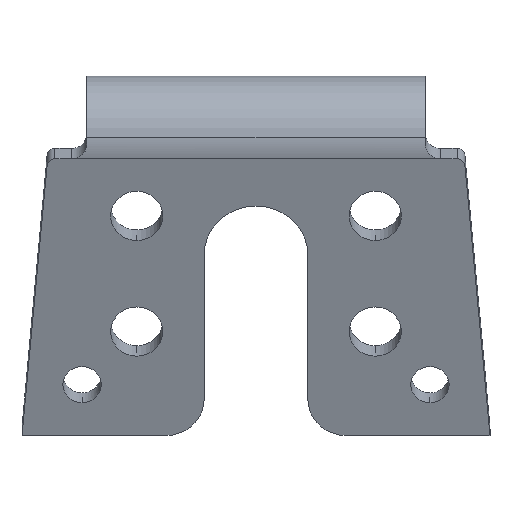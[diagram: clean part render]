
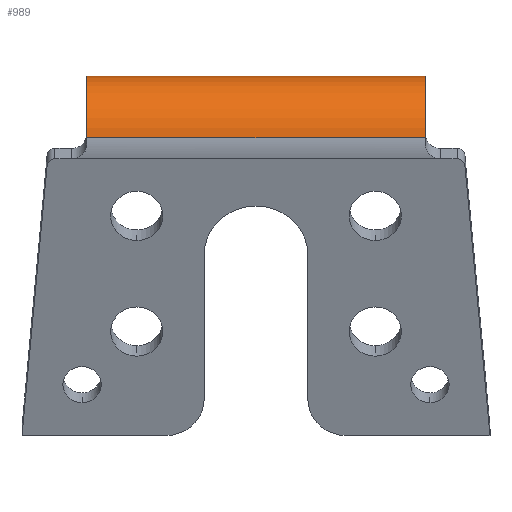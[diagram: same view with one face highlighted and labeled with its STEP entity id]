
A CAD part, top view. The second image highlights one B-rep face of the part: STEP entity #989.
In plain terms, the highlighted cylindrical face has radius 8 mm (diameter 16 mm), a partial arc.
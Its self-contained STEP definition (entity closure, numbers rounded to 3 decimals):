
#3 = DIRECTION ( 'NONE',  ( -1., 0., 0. ) ) ;
#26 = VERTEX_POINT ( 'NONE', #811 ) ;
#29 = DIRECTION ( 'NONE',  ( 0., 0., 1. ) ) ;
#47 = CARTESIAN_POINT ( 'NONE',  ( -22., 3.99, 6.755 ) ) ;
#50 = DIRECTION ( 'NONE',  ( 0., 0., -1. ) ) ;
#67 = ORIENTED_EDGE ( 'NONE', *, *, #373, .T. ) ;
#141 = CARTESIAN_POINT ( 'NONE',  ( 22., 3.968, 7. ) ) ;
#190 = EDGE_CURVE ( 'NONE', #26, #775, #1536, .T. ) ;
#230 = FACE_OUTER_BOUND ( 'NONE', #1048, .T. ) ;
#243 = VERTEX_POINT ( 'NONE', #2115 ) ;
#258 = DIRECTION ( 'NONE',  ( -1., 0., 0. ) ) ;
#312 = CARTESIAN_POINT ( 'NONE',  ( 22., 3.99, 6.755 ) ) ;
#337 = CARTESIAN_POINT ( 'NONE',  ( 30.5, 4., 6.287 ) ) ;
#345 = CARTESIAN_POINT ( 'NONE',  ( -21.869, 4., 6.287 ) ) ;
#373 = EDGE_CURVE ( 'NONE', #1918, #2123, #1740, .T. ) ;
#453 = DIRECTION ( 'NONE',  ( -1., 0., 0. ) ) ;
#502 = CIRCLE ( 'NONE', #1260, 8. ) ;
#552 = EDGE_CURVE ( 'NONE', #243, #1945, #2169, .T. ) ;
#559 = LINE ( 'NONE', #337, #1865 ) ;
#568 = ORIENTED_EDGE ( 'NONE', *, *, #1612, .T. ) ;
#570 = CARTESIAN_POINT ( 'NONE',  ( 30.5, -4., 6.287 ) ) ;
#599 = CIRCLE ( 'NONE', #899, 8. ) ;
#630 = CYLINDRICAL_SURFACE ( 'NONE', #847, 8. ) ;
#650 = ORIENTED_EDGE ( 'NONE', *, *, #552, .F. ) ;
#736 = DIRECTION ( 'NONE',  ( 0., 0., 1. ) ) ;
#749 = CARTESIAN_POINT ( 'NONE',  ( -21.956, 4., 6.517 ) ) ;
#775 = VERTEX_POINT ( 'NONE', #2256 ) ;
#803 = CARTESIAN_POINT ( 'NONE',  ( 22., -4., 6.287 ) ) ;
#811 = CARTESIAN_POINT ( 'NONE',  ( 22., 3.968, 7. ) ) ;
#814 = ORIENTED_EDGE ( 'NONE', *, *, #1980, .T. ) ;
#847 = AXIS2_PLACEMENT_3D ( 'NONE', #570, #1819, #736 ) ;
#899 = AXIS2_PLACEMENT_3D ( 'NONE', #911, #2164, #29 ) ;
#911 = CARTESIAN_POINT ( 'NONE',  ( -22., -4., 6.287 ) ) ;
#989 = ADVANCED_FACE ( 'NONE', ( #230 ), #630, .T. ) ;
#1048 = EDGE_LOOP ( 'NONE', ( #650, #568, #2281, #1577, #67, #814 ) ) ;
#1088 = CARTESIAN_POINT ( 'NONE',  ( -22., 3.968, 7. ) ) ;
#1116 = VECTOR ( 'NONE', #258, 1000. ) ;
#1185 = CARTESIAN_POINT ( 'NONE',  ( 21.869, 4., 6.287 ) ) ;
#1260 = AXIS2_PLACEMENT_3D ( 'NONE', #803, #453, #50 ) ;
#1298 = CARTESIAN_POINT ( 'NONE',  ( -22., 3.968, 7. ) ) ;
#1321 = EDGE_CURVE ( 'NONE', #775, #1918, #559, .T. ) ;
#1536 = B_SPLINE_CURVE_WITH_KNOTS ( 'NONE', 3,
 ( #141, #312, #1738, #1185 ),
 .UNSPECIFIED., .F., .F.,
 ( 4, 4 ),
 ( 0., 0.001 ),
 .UNSPECIFIED. ) ;
#1577 = ORIENTED_EDGE ( 'NONE', *, *, #1321, .T. ) ;
#1612 = EDGE_CURVE ( 'NONE', #243, #26, #502, .T. ) ;
#1630 = CARTESIAN_POINT ( 'NONE',  ( -22., -4., 14.287 ) ) ;
#1738 = CARTESIAN_POINT ( 'NONE',  ( 21.956, 4., 6.517 ) ) ;
#1740 = B_SPLINE_CURVE_WITH_KNOTS ( 'NONE', 3,
 ( #2194, #749, #47, #1088 ),
 .UNSPECIFIED., .F., .F.,
 ( 4, 4 ),
 ( 0., 0.001 ),
 .UNSPECIFIED. ) ;
#1819 = DIRECTION ( 'NONE',  ( -1., 0., 0. ) ) ;
#1849 = CARTESIAN_POINT ( 'NONE',  ( 30.5, -4., 14.287 ) ) ;
#1865 = VECTOR ( 'NONE', #3, 1000. ) ;
#1918 = VERTEX_POINT ( 'NONE', #345 ) ;
#1945 = VERTEX_POINT ( 'NONE', #1630 ) ;
#1980 = EDGE_CURVE ( 'NONE', #2123, #1945, #599, .T. ) ;
#2115 = CARTESIAN_POINT ( 'NONE',  ( 22., -4., 14.287 ) ) ;
#2123 = VERTEX_POINT ( 'NONE', #1298 ) ;
#2164 = DIRECTION ( 'NONE',  ( 1., 0., 0. ) ) ;
#2169 = LINE ( 'NONE', #1849, #1116 ) ;
#2194 = CARTESIAN_POINT ( 'NONE',  ( -21.869, 4., 6.287 ) ) ;
#2256 = CARTESIAN_POINT ( 'NONE',  ( 21.869, 4., 6.287 ) ) ;
#2281 = ORIENTED_EDGE ( 'NONE', *, *, #190, .T. ) ;
